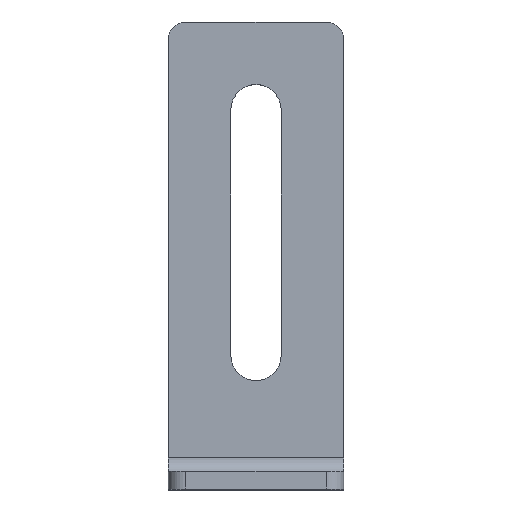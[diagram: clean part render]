
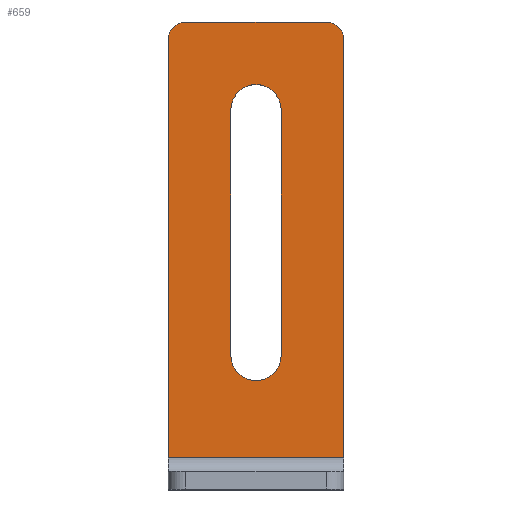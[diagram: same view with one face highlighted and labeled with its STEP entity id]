
A CAD part, top view. The second image highlights one B-rep face of the part: STEP entity #659.
In plain terms, the highlighted planar face has unit normal (0, 0, 1).
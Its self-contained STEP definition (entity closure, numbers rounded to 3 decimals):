
#12 = LINE ( 'NONE', #193, #224 ) ;
#25 = AXIS2_PLACEMENT_3D ( 'NONE', #356, #778, #716 ) ;
#28 = VECTOR ( 'NONE', #417, 1000. ) ;
#45 = CARTESIAN_POINT ( 'NONE',  ( 12., 36., 0. ) ) ;
#46 = LINE ( 'NONE', #661, #719 ) ;
#55 = DIRECTION ( 'NONE',  ( -1., 0., 0. ) ) ;
#73 = EDGE_CURVE ( 'NONE', #200, #135, #454, .T. ) ;
#86 = CARTESIAN_POINT ( 'NONE',  ( 15., -38.5, 0. ) ) ;
#95 = EDGE_LOOP ( 'NONE', ( #335, #601, #703, #621, #126, #620 ) ) ;
#99 = DIRECTION ( 'NONE',  ( 1., 0., 0. ) ) ;
#112 = CARTESIAN_POINT ( 'NONE',  ( 0., 21., 0. ) ) ;
#124 = VECTOR ( 'NONE', #465, 1000. ) ;
#125 = CIRCLE ( 'NONE', #309, 4.3 ) ;
#126 = ORIENTED_EDGE ( 'NONE', *, *, #283, .F. ) ;
#135 = VERTEX_POINT ( 'NONE', #504 ) ;
#136 = PLANE ( 'NONE',  #320 ) ;
#138 = VECTOR ( 'NONE', #338, 1000. ) ;
#149 = VERTEX_POINT ( 'NONE', #641 ) ;
#163 = DIRECTION ( 'NONE',  ( 0., 0., -1. ) ) ;
#171 = CARTESIAN_POINT ( 'NONE',  ( 15., 33., 0. ) ) ;
#190 = EDGE_LOOP ( 'NONE', ( #199, #245, #558, #518 ) ) ;
#193 = CARTESIAN_POINT ( 'NONE',  ( -15., 16., 0. ) ) ;
#199 = ORIENTED_EDGE ( 'NONE', *, *, #740, .T. ) ;
#200 = VERTEX_POINT ( 'NONE', #698 ) ;
#206 = CIRCLE ( 'NONE', #25, 4.3 ) ;
#224 = VECTOR ( 'NONE', #241, 1000. ) ;
#227 = VERTEX_POINT ( 'NONE', #45 ) ;
#232 = CARTESIAN_POINT ( 'NONE',  ( -4.3, -21., 0. ) ) ;
#241 = DIRECTION ( 'NONE',  ( 0., 1., 0. ) ) ;
#245 = ORIENTED_EDGE ( 'NONE', *, *, #405, .T. ) ;
#251 = CARTESIAN_POINT ( 'NONE',  ( 15., -38.5, 0. ) ) ;
#262 = LINE ( 'NONE', #416, #333 ) ;
#267 = CARTESIAN_POINT ( 'NONE',  ( 4.3, -38.5, 0. ) ) ;
#269 = LINE ( 'NONE', #658, #124 ) ;
#271 = EDGE_CURVE ( 'NONE', #274, #200, #125, .T. ) ;
#274 = VERTEX_POINT ( 'NONE', #654 ) ;
#281 = CARTESIAN_POINT ( 'NONE',  ( 12., 33., 0. ) ) ;
#283 = EDGE_CURVE ( 'NONE', #227, #357, #529, .T. ) ;
#290 = DIRECTION ( 'NONE',  ( 0., 0., -1. ) ) ;
#306 = CARTESIAN_POINT ( 'NONE',  ( -15., -38.5, 0. ) ) ;
#309 = AXIS2_PLACEMENT_3D ( 'NONE', #112, #163, #99 ) ;
#310 = FACE_OUTER_BOUND ( 'NONE', #95, .T. ) ;
#320 = AXIS2_PLACEMENT_3D ( 'NONE', #86, #559, #321 ) ;
#321 = DIRECTION ( 'NONE',  ( 1., 0., 0. ) ) ;
#333 = VECTOR ( 'NONE', #791, 1000. ) ;
#335 = ORIENTED_EDGE ( 'NONE', *, *, #422, .T. ) ;
#338 = DIRECTION ( 'NONE',  ( 0., -1., 0. ) ) ;
#356 = CARTESIAN_POINT ( 'NONE',  ( 0., -21., 0. ) ) ;
#357 = VERTEX_POINT ( 'NONE', #171 ) ;
#361 = DIRECTION ( 'NONE',  ( 0., 0., 1. ) ) ;
#366 = CARTESIAN_POINT ( 'NONE',  ( -4.3, -38.5, 0. ) ) ;
#370 = VERTEX_POINT ( 'NONE', #232 ) ;
#405 = EDGE_CURVE ( 'NONE', #370, #274, #766, .T. ) ;
#416 = CARTESIAN_POINT ( 'NONE',  ( 15., -38.5, 0. ) ) ;
#417 = DIRECTION ( 'NONE',  ( 0., 1., 0. ) ) ;
#422 = EDGE_CURVE ( 'NONE', #149, #479, #433, .T. ) ;
#433 = CIRCLE ( 'NONE', #446, 3. ) ;
#436 = EDGE_CURVE ( 'NONE', #447, #464, #262, .T. ) ;
#446 = AXIS2_PLACEMENT_3D ( 'NONE', #725, #361, #55 ) ;
#447 = VERTEX_POINT ( 'NONE', #306 ) ;
#454 = LINE ( 'NONE', #267, #138 ) ;
#464 = VERTEX_POINT ( 'NONE', #251 ) ;
#465 = DIRECTION ( 'NONE',  ( 0., 1., 0. ) ) ;
#479 = VERTEX_POINT ( 'NONE', #485 ) ;
#485 = CARTESIAN_POINT ( 'NONE',  ( -15., 33., 0. ) ) ;
#504 = CARTESIAN_POINT ( 'NONE',  ( 4.3, -21., 0. ) ) ;
#514 = EDGE_CURVE ( 'NONE', #447, #479, #12, .T. ) ;
#518 = ORIENTED_EDGE ( 'NONE', *, *, #73, .T. ) ;
#529 = CIRCLE ( 'NONE', #684, 3. ) ;
#558 = ORIENTED_EDGE ( 'NONE', *, *, #271, .T. ) ;
#559 = DIRECTION ( 'NONE',  ( 0., 0., 1. ) ) ;
#589 = DIRECTION ( 'NONE',  ( 1., 0., 0. ) ) ;
#601 = ORIENTED_EDGE ( 'NONE', *, *, #514, .F. ) ;
#620 = ORIENTED_EDGE ( 'NONE', *, *, #752, .T. ) ;
#621 = ORIENTED_EDGE ( 'NONE', *, *, #729, .T. ) ;
#641 = CARTESIAN_POINT ( 'NONE',  ( -12., 36., 0. ) ) ;
#654 = CARTESIAN_POINT ( 'NONE',  ( -4.3, 21., 0. ) ) ;
#658 = CARTESIAN_POINT ( 'NONE',  ( 15., 16., 0. ) ) ;
#659 = ADVANCED_FACE ( 'NONE', ( #784, #310 ), #136, .T. ) ;
#661 = CARTESIAN_POINT ( 'NONE',  ( 15., 36., 0. ) ) ;
#684 = AXIS2_PLACEMENT_3D ( 'NONE', #281, #290, #589 ) ;
#698 = CARTESIAN_POINT ( 'NONE',  ( 4.3, 21., 0. ) ) ;
#703 = ORIENTED_EDGE ( 'NONE', *, *, #436, .T. ) ;
#716 = DIRECTION ( 'NONE',  ( 1., 0., 0. ) ) ;
#719 = VECTOR ( 'NONE', #772, 1000. ) ;
#725 = CARTESIAN_POINT ( 'NONE',  ( -12., 33., 0. ) ) ;
#729 = EDGE_CURVE ( 'NONE', #464, #357, #269, .T. ) ;
#740 = EDGE_CURVE ( 'NONE', #135, #370, #206, .T. ) ;
#752 = EDGE_CURVE ( 'NONE', #227, #149, #46, .T. ) ;
#766 = LINE ( 'NONE', #366, #28 ) ;
#772 = DIRECTION ( 'NONE',  ( -1., 0., 0. ) ) ;
#778 = DIRECTION ( 'NONE',  ( 0., 0., -1. ) ) ;
#784 = FACE_BOUND ( 'NONE', #190, .T. ) ;
#791 = DIRECTION ( 'NONE',  ( 1., 0., 0. ) ) ;
